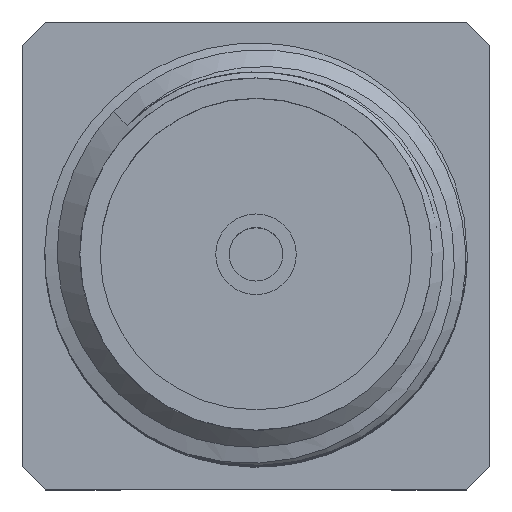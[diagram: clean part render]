
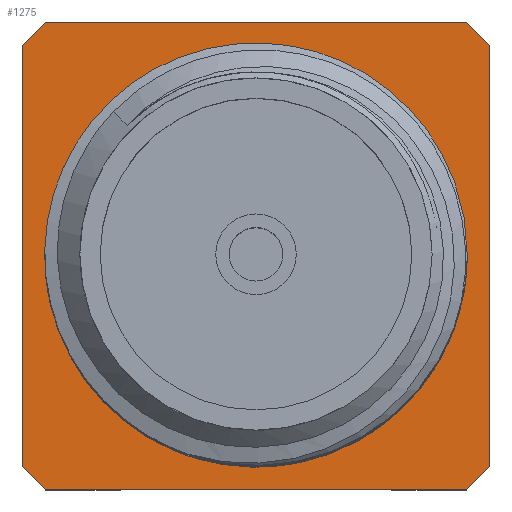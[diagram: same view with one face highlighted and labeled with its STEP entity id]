
A CAD part, top view. The second image highlights one B-rep face of the part: STEP entity #1275.
In plain terms, the highlighted planar face has unit normal (0, 0, 1).
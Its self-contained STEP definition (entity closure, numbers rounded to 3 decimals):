
#48=CIRCLE('',#1340,3.161);
#129=ORIENTED_EDGE('',*,*,#361,.T.);
#130=ORIENTED_EDGE('',*,*,#355,.T.);
#131=ORIENTED_EDGE('',*,*,#362,.T.);
#132=ORIENTED_EDGE('',*,*,#359,.T.);
#133=ORIENTED_EDGE('',*,*,#363,.T.);
#134=ORIENTED_EDGE('',*,*,#364,.T.);
#135=ORIENTED_EDGE('',*,*,#365,.T.);
#136=ORIENTED_EDGE('',*,*,#352,.T.);
#137=ORIENTED_EDGE('',*,*,#349,.F.);
#349=EDGE_CURVE('',#468,#468,#48,.T.);
#352=EDGE_CURVE('',#472,#471,#545,.F.);
#355=EDGE_CURVE('',#474,#473,#548,.F.);
#359=EDGE_CURVE('',#478,#477,#552,.F.);
#361=EDGE_CURVE('',#471,#474,#554,.T.);
#362=EDGE_CURVE('',#473,#478,#555,.T.);
#363=EDGE_CURVE('',#477,#479,#556,.T.);
#364=EDGE_CURVE('',#479,#480,#557,.F.);
#365=EDGE_CURVE('',#480,#472,#558,.T.);
#468=VERTEX_POINT('',#3721);
#471=VERTEX_POINT('',#3727);
#472=VERTEX_POINT('',#3729);
#473=VERTEX_POINT('',#3733);
#474=VERTEX_POINT('',#3735);
#477=VERTEX_POINT('',#3742);
#478=VERTEX_POINT('',#3744);
#479=VERTEX_POINT('',#3750);
#480=VERTEX_POINT('',#3752);
#545=LINE('',#3728,#645);
#548=LINE('',#3734,#648);
#552=LINE('',#3743,#652);
#554=LINE('',#3747,#654);
#555=LINE('',#3748,#655);
#556=LINE('',#3749,#656);
#557=LINE('',#3751,#657);
#558=LINE('',#3753,#658);
#645=VECTOR('',#1478,1000.);
#648=VECTOR('',#1483,1000.);
#652=VECTOR('',#1489,1000.);
#654=VECTOR('',#1493,1000.);
#655=VECTOR('',#1494,1000.);
#656=VECTOR('',#1495,1000.);
#657=VECTOR('',#1496,1000.);
#658=VECTOR('',#1497,1000.);
#734=EDGE_LOOP('',(#129,#130,#131,#132,#133,#134,#135,#136));
#735=EDGE_LOOP('',(#137));
#802=FACE_BOUND('',#734,.T.);
#803=FACE_BOUND('',#735,.T.);
#855=PLANE('',#1344);
#1275=ADVANCED_FACE('',(#802,#803),#855,.T.);
#1340=AXIS2_PLACEMENT_3D('',#3720,#1472,#1473);
#1344=AXIS2_PLACEMENT_3D('',#3746,#1491,#1492);
#1472=DIRECTION('',(0.,0.,1.));
#1473=DIRECTION('',(1.,0.,0.));
#1478=DIRECTION('',(-0.707,-0.707,0.));
#1483=DIRECTION('',(0.707,-0.707,0.));
#1489=DIRECTION('',(0.707,0.707,0.));
#1491=DIRECTION('',(0.,0.,1.));
#1492=DIRECTION('',(1.,0.,0.));
#1493=DIRECTION('',(0.,1.,0.));
#1494=DIRECTION('',(-1.,0.,0.));
#1495=DIRECTION('',(0.,-1.,0.));
#1496=DIRECTION('',(-0.707,0.707,0.));
#1497=DIRECTION('',(1.,0.,0.));
#3720=CARTESIAN_POINT('',(0.,0.,5.519));
#3721=CARTESIAN_POINT('',(3.161,0.,5.519));
#3727=CARTESIAN_POINT('',(3.5,-3.152,5.519));
#3728=CARTESIAN_POINT('',(4.907,-1.746,5.519));
#3729=CARTESIAN_POINT('',(3.152,-3.5,5.519));
#3733=CARTESIAN_POINT('',(3.152,3.5,5.519));
#3734=CARTESIAN_POINT('',(4.907,1.746,5.519));
#3735=CARTESIAN_POINT('',(3.5,3.152,5.519));
#3742=CARTESIAN_POINT('',(-3.5,3.152,5.519));
#3743=CARTESIAN_POINT('',(-1.746,4.907,5.519));
#3744=CARTESIAN_POINT('',(-3.152,3.5,5.519));
#3746=CARTESIAN_POINT('',(3.161,0.,5.519));
#3747=CARTESIAN_POINT('',(3.5,-3.5,5.519));
#3748=CARTESIAN_POINT('',(3.5,3.5,5.519));
#3749=CARTESIAN_POINT('',(-3.5,3.5,5.519));
#3750=CARTESIAN_POINT('',(-3.5,-3.152,5.519));
#3751=CARTESIAN_POINT('',(-1.746,-4.907,5.519));
#3752=CARTESIAN_POINT('',(-3.152,-3.5,5.519));
#3753=CARTESIAN_POINT('',(-3.5,-3.5,5.519));
